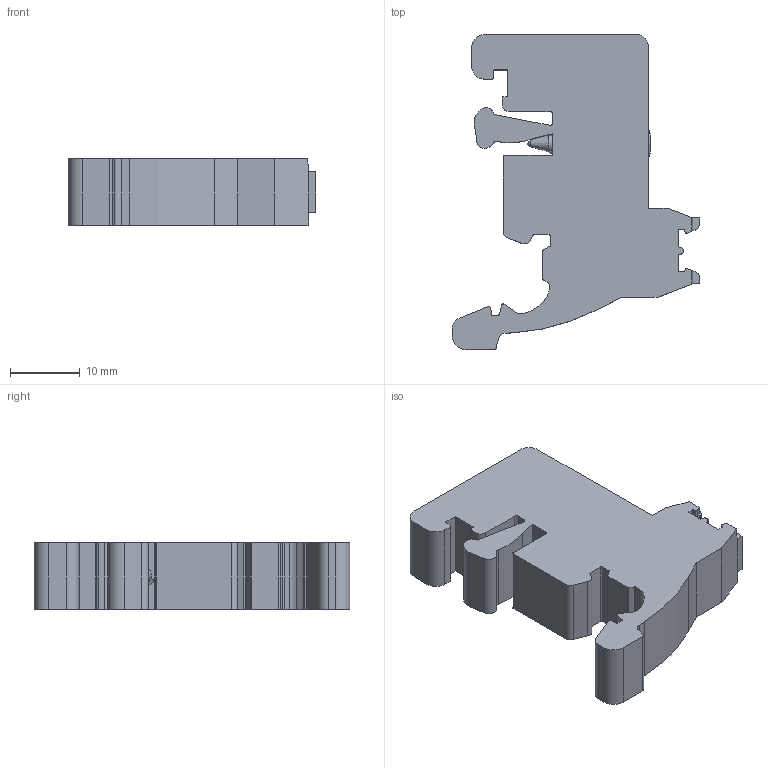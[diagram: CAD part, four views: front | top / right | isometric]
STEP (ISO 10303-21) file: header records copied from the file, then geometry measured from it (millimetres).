
FILE_DESCRIPTION( ('This file contains a STEP AP42 implementation' ,'as created by ZW3D STEP Interface translator.') ,'2;1' );
FILE_NAME( 'E-UK.stp' ,'22 822. 83737', (''), ('ZWCAD Software Co.'), 'Version 1.0', 'ZW3D to STEP translator', '' );
FILE_SCHEMA(('AUTOMOTIVE_DESIGN { 1 0 10303 214 1 1 1 1 }'));
Length unit declared in the file: millimetre
Products named in the file (4): 0; E-UK; E-UK(默认); M3℅16坋珨趼赻馴蹟隊
Assembly tree (3 placements, depth 2):
  0
  E-UK
    E-UK(默认)
    M3℅16坋珨趼赻馴蹟隊  x2
Bounding box: 35.58 x 45.36 x 9.58 mm (x, y, z)
Volume: 8848.5 mm3; surface area: 4456.2 mm2
Topology: 3 solids, 3 shells, 208 faces, 665 edges, 544 vertices
Faces by surface type: plane 108, cylinder 86, bspline 10, cone 2, torus 2
Full cylindrical faces by diameter (mm): 2.4 x22, 5.4 x2
Entity records: 7986 total; most frequent: CARTESIAN_POINT 2954, DIRECTION 984, ORIENTED_EDGE 912, EDGE_CURVE 456, VECTOR 330, LINE 330, AXIS2_PLACEMENT_3D 327, VERTEX_POINT 301
